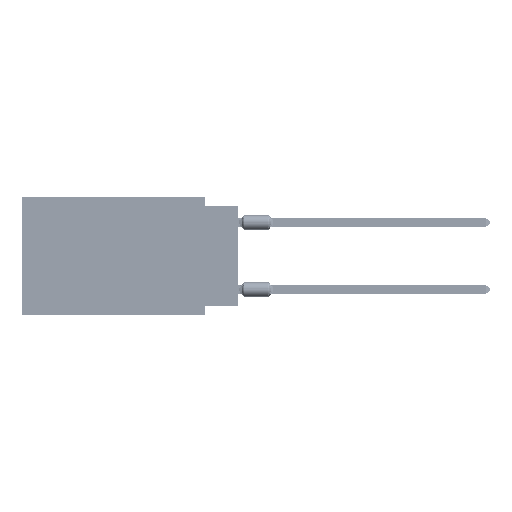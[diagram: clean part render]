
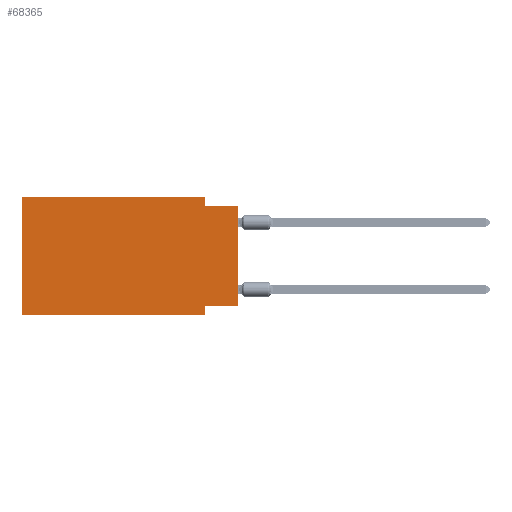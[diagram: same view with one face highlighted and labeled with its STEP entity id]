
A CAD part, left-side view. The second image highlights one B-rep face of the part: STEP entity #68365.
In plain terms, the highlighted planar face has unit normal (-1, 0, 0).
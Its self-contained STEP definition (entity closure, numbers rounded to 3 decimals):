
#138 = DIRECTION ( 'NONE',  ( 0., 0., 1. ) ) ;
#2145 = EDGE_CURVE ( 'NONE', #59131, #64866, #78020, .T. ) ;
#2185 = EDGE_CURVE ( 'NONE', #111006, #64866, #105116, .T. ) ;
#4094 = CARTESIAN_POINT ( 'NONE',  ( 0., 16.383, 0. ) ) ;
#4997 = VECTOR ( 'NONE', #74398, 1000. ) ;
#5747 = CARTESIAN_POINT ( 'NONE',  ( 0., 2.54, 0. ) ) ;
#5864 = ORIENTED_EDGE ( 'NONE', *, *, #27569, .F. ) ;
#5887 = VECTOR ( 'NONE', #113032, 1000. ) ;
#7742 = PLANE ( 'NONE',  #57705 ) ;
#9350 = CARTESIAN_POINT ( 'NONE',  ( 0., 0., -0.635 ) ) ;
#10125 = ORIENTED_EDGE ( 'NONE', *, *, #2185, .T. ) ;
#11102 = CARTESIAN_POINT ( 'NONE',  ( 0., 2.54, -8.89 ) ) ;
#11121 = CARTESIAN_POINT ( 'NONE',  ( 0., 16.383, 0. ) ) ;
#14685 = DIRECTION ( 'NONE',  ( 0., 0., -1. ) ) ;
#21891 = VERTEX_POINT ( 'NONE', #11102 ) ;
#24143 = VECTOR ( 'NONE', #100877, 1000. ) ;
#25969 = CARTESIAN_POINT ( 'NONE',  ( 0., 16.383, 0. ) ) ;
#27052 = ORIENTED_EDGE ( 'NONE', *, *, #2145, .F. ) ;
#27569 = EDGE_CURVE ( 'NONE', #43549, #21891, #32300, .T. ) ;
#28831 = CARTESIAN_POINT ( 'NONE',  ( 0., 16.383, -8.89 ) ) ;
#30551 = LINE ( 'NONE', #28831, #24143 ) ;
#31080 = EDGE_CURVE ( 'NONE', #101905, #82478, #61673, .T. ) ;
#32300 = LINE ( 'NONE', #77842, #5887 ) ;
#32561 = FACE_OUTER_BOUND ( 'NONE', #60513, .T. ) ;
#42552 = VECTOR ( 'NONE', #83683, 1000. ) ;
#42735 = VERTEX_POINT ( 'NONE', #106096 ) ;
#42907 = DIRECTION ( 'NONE',  ( 1., 0., 0. ) ) ;
#43068 = VECTOR ( 'NONE', #80119, 1000. ) ;
#43549 = VERTEX_POINT ( 'NONE', #87256 ) ;
#52398 = VECTOR ( 'NONE', #79161, 1000. ) ;
#52514 = CARTESIAN_POINT ( 'NONE',  ( 0., 0., -0.635 ) ) ;
#57705 = AXIS2_PLACEMENT_3D ( 'NONE', #68882, #42907, #14685 ) ;
#59131 = VERTEX_POINT ( 'NONE', #113654 ) ;
#60017 = ORIENTED_EDGE ( 'NONE', *, *, #64984, .T. ) ;
#60513 = EDGE_LOOP ( 'NONE', ( #10125, #27052, #74493, #112959, #67984, #60017, #5864, #108291 ) ) ;
#61420 = CARTESIAN_POINT ( 'NONE',  ( 0., 0., -8.255 ) ) ;
#61673 = LINE ( 'NONE', #25969, #43068 ) ;
#63772 = CARTESIAN_POINT ( 'NONE',  ( 0., 0., -8.255 ) ) ;
#64866 = VERTEX_POINT ( 'NONE', #52514 ) ;
#64984 = EDGE_CURVE ( 'NONE', #101905, #21891, #30551, .T. ) ;
#67984 = ORIENTED_EDGE ( 'NONE', *, *, #31080, .F. ) ;
#68365 = ADVANCED_FACE ( 'NONE', ( #32561 ), #7742, .F. ) ;
#68882 = CARTESIAN_POINT ( 'NONE',  ( 0., 16.383, 0. ) ) ;
#70833 = VECTOR ( 'NONE', #138, 1000. ) ;
#74398 = DIRECTION ( 'NONE',  ( 0., 0., -1. ) ) ;
#74493 = ORIENTED_EDGE ( 'NONE', *, *, #83021, .F. ) ;
#77842 = CARTESIAN_POINT ( 'NONE',  ( 0., 2.54, -8.89 ) ) ;
#78020 = LINE ( 'NONE', #9350, #52398 ) ;
#79161 = DIRECTION ( 'NONE',  ( 0., -1., 0. ) ) ;
#80119 = DIRECTION ( 'NONE',  ( 0., 0., 1. ) ) ;
#81968 = LINE ( 'NONE', #4094, #42552 ) ;
#82159 = CARTESIAN_POINT ( 'NONE',  ( 0., 16.383, -8.89 ) ) ;
#82478 = VERTEX_POINT ( 'NONE', #11121 ) ;
#83021 = EDGE_CURVE ( 'NONE', #42735, #59131, #93421, .T. ) ;
#83683 = DIRECTION ( 'NONE',  ( 0., -1., 0. ) ) ;
#87256 = CARTESIAN_POINT ( 'NONE',  ( 0., 2.54, -8.255 ) ) ;
#88377 = CARTESIAN_POINT ( 'NONE',  ( 0., 0., 0. ) ) ;
#90839 = EDGE_CURVE ( 'NONE', #111006, #43549, #108770, .T. ) ;
#93421 = LINE ( 'NONE', #5747, #4997 ) ;
#100877 = DIRECTION ( 'NONE',  ( 0., -1., 0. ) ) ;
#101905 = VERTEX_POINT ( 'NONE', #82159 ) ;
#102393 = VECTOR ( 'NONE', #109907, 1000. ) ;
#105116 = LINE ( 'NONE', #88377, #70833 ) ;
#106096 = CARTESIAN_POINT ( 'NONE',  ( 0., 2.54, 0. ) ) ;
#108291 = ORIENTED_EDGE ( 'NONE', *, *, #90839, .F. ) ;
#108770 = LINE ( 'NONE', #63772, #102393 ) ;
#109907 = DIRECTION ( 'NONE',  ( 0., 1., 0. ) ) ;
#111006 = VERTEX_POINT ( 'NONE', #61420 ) ;
#112679 = EDGE_CURVE ( 'NONE', #82478, #42735, #81968, .T. ) ;
#112959 = ORIENTED_EDGE ( 'NONE', *, *, #112679, .F. ) ;
#113032 = DIRECTION ( 'NONE',  ( 0., 0., -1. ) ) ;
#113654 = CARTESIAN_POINT ( 'NONE',  ( 0., 2.54, -0.635 ) ) ;
